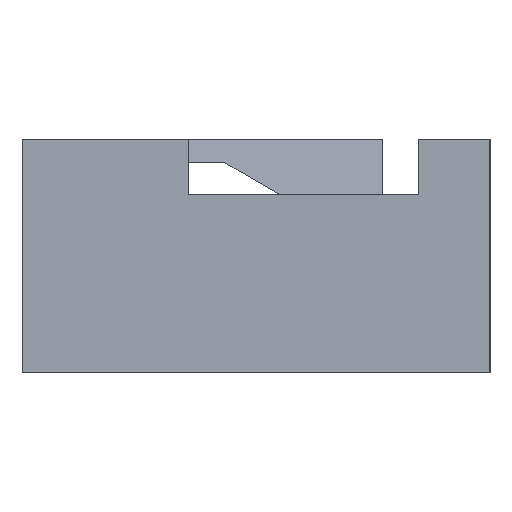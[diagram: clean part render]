
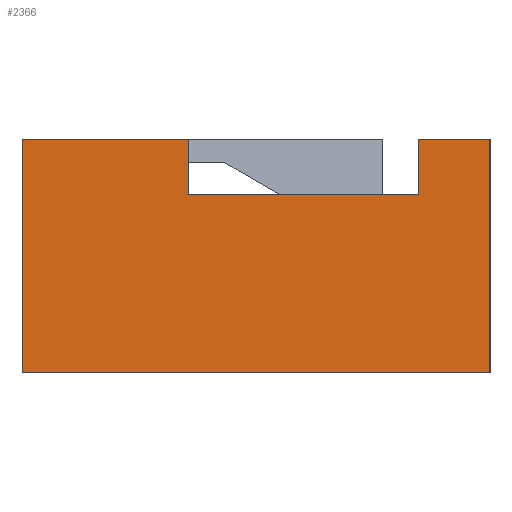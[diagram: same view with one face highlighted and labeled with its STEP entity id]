
A CAD part, left-side view. The second image highlights one B-rep face of the part: STEP entity #2366.
In plain terms, the highlighted planar face has unit normal (-1, 0, 0).
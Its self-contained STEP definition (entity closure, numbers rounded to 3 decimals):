
#13=DIRECTION('',(0.,-1.,0.));
#14=VECTOR('',#13,5.9);
#15=CARTESIAN_POINT('',(-5.5,2.95,-1.475));
#16=LINE('',#15,#14);
#153=DIRECTION('',(0.,0.,1.));
#154=VECTOR('',#153,2.95);
#155=CARTESIAN_POINT('',(-5.5,-2.95,-1.475));
#156=LINE('',#155,#154);
#221=DIRECTION('',(0.,0.,-1.));
#222=VECTOR('',#221,0.7);
#223=CARTESIAN_POINT('',(-5.5,-2.05,1.475));
#224=LINE('',#223,#222);
#225=DIRECTION('',(0.,0.,1.));
#226=VECTOR('',#225,2.95);
#227=CARTESIAN_POINT('',(-5.5,2.95,-1.475));
#228=LINE('',#227,#226);
#229=DIRECTION('',(0.,0.,-1.));
#230=VECTOR('',#229,0.7);
#231=CARTESIAN_POINT('',(-5.5,0.85,1.475));
#232=LINE('',#231,#230);
#233=DIRECTION('',(0.,1.,0.));
#234=VECTOR('',#233,2.9);
#235=CARTESIAN_POINT('',(-5.5,-2.05,0.775));
#236=LINE('',#235,#234);
#341=DIRECTION('',(0.,-1.,0.));
#342=VECTOR('',#341,0.9);
#343=CARTESIAN_POINT('',(-5.5,-2.05,1.475));
#344=LINE('',#343,#342);
#365=DIRECTION('',(0.,-1.,0.));
#366=VECTOR('',#365,2.1);
#367=CARTESIAN_POINT('',(-5.5,2.95,1.475));
#368=LINE('',#367,#366);
#1617=CARTESIAN_POINT('',(-5.5,2.95,-1.475));
#1618=CARTESIAN_POINT('',(-5.5,-2.95,-1.475));
#1619=VERTEX_POINT('',#1617);
#1620=VERTEX_POINT('',#1618);
#1625=CARTESIAN_POINT('',(-5.5,-2.95,1.475));
#1627=VERTEX_POINT('',#1625);
#1630=CARTESIAN_POINT('',(-5.5,2.95,1.475));
#1632=VERTEX_POINT('',#1630);
#1649=CARTESIAN_POINT('',(-5.5,-2.05,1.475));
#1650=CARTESIAN_POINT('',(-5.5,-2.05,0.775));
#1651=VERTEX_POINT('',#1649);
#1652=VERTEX_POINT('',#1650);
#1653=CARTESIAN_POINT('',(-5.5,0.85,0.775));
#1654=VERTEX_POINT('',#1653);
#1655=CARTESIAN_POINT('',(-5.5,0.85,1.475));
#1656=VERTEX_POINT('',#1655);
#2345=CARTESIAN_POINT('',(-5.5,2.95,-1.475));
#2346=DIRECTION('',(-1.,0.,0.));
#2347=DIRECTION('',(0.,-1.,0.));
#2348=AXIS2_PLACEMENT_3D('',#2345,#2346,#2347);
#2349=PLANE('',#2348);
#2351=ORIENTED_EDGE('',*,*,#2350,.F.);
#2353=ORIENTED_EDGE('',*,*,#2352,.T.);
#2354=ORIENTED_EDGE('',*,*,#2298,.F.);
#2355=ORIENTED_EDGE('',*,*,#2140,.F.);
#2357=ORIENTED_EDGE('',*,*,#2356,.T.);
#2359=ORIENTED_EDGE('',*,*,#2358,.T.);
#2361=ORIENTED_EDGE('',*,*,#2360,.T.);
#2363=ORIENTED_EDGE('',*,*,#2362,.F.);
#2364=EDGE_LOOP('',(#2351,#2353,#2354,#2355,#2357,#2359,#2361,#2363));
#2365=FACE_OUTER_BOUND('',#2364,.F.);
#2366=ADVANCED_FACE('',(#2365),#2349,.T.);
#2140=EDGE_CURVE('',#1619,#1620,#16,.T.);
#2298=EDGE_CURVE('',#1620,#1627,#156,.T.);
#2350=EDGE_CURVE('',#1651,#1652,#224,.T.);
#2352=EDGE_CURVE('',#1651,#1627,#344,.T.);
#2356=EDGE_CURVE('',#1619,#1632,#228,.T.);
#2358=EDGE_CURVE('',#1632,#1656,#368,.T.);
#2360=EDGE_CURVE('',#1656,#1654,#232,.T.);
#2362=EDGE_CURVE('',#1652,#1654,#236,.T.);
